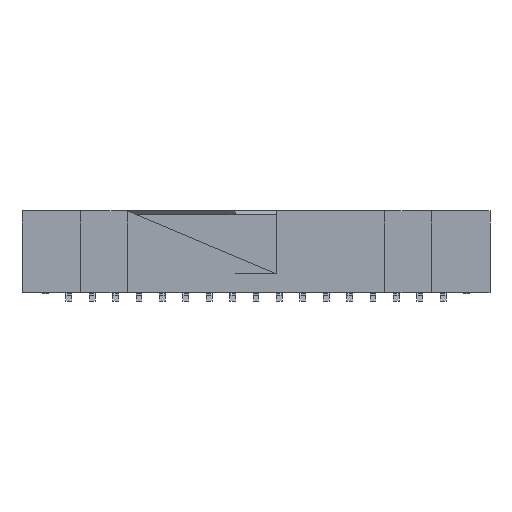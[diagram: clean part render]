
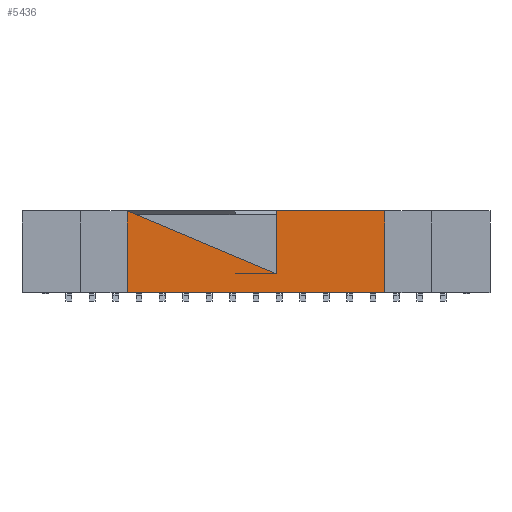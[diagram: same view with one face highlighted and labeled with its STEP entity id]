
A CAD part, left-side view. The second image highlights one B-rep face of the part: STEP entity #5436.
In plain terms, the highlighted planar face has unit normal (-1, 0, 0).
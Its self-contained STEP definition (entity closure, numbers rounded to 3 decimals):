
#5436=ADVANCED_FACE($,(#6163),#11096,.T.);
#6163=FACE_OUTER_BOUND($,#6904,.T.);
#6904=EDGE_LOOP($,(#7897,#7898,#7899,#7900,#7901,#7902));
#7897=ORIENTED_EDGE($,*,*,#9061,.T.);
#7898=ORIENTED_EDGE($,*,*,#9063,.T.);
#7899=ORIENTED_EDGE($,*,*,#9065,.T.);
#7900=ORIENTED_EDGE($,*,*,#9060,.T.);
#7901=ORIENTED_EDGE($,*,*,#9062,.F.);
#7902=ORIENTED_EDGE($,*,*,#9064,.T.);
#9060=EDGE_CURVE($,#10223,#10227,#12650,.T.);
#9061=EDGE_CURVE($,#10224,#10225,#12651,.T.);
#9062=EDGE_CURVE($,#10226,#10227,#12652,.T.);
#9063=EDGE_CURVE($,#10225,#10228,#12653,.T.);
#9064=EDGE_CURVE($,#10226,#10224,#12654,.T.);
#9065=EDGE_CURVE($,#10228,#10223,#12655,.T.);
#10223=VERTEX_POINT($,#30947);
#10224=VERTEX_POINT($,#30948);
#10225=VERTEX_POINT($,#30949);
#10226=VERTEX_POINT($,#30950);
#10227=VERTEX_POINT($,#30951);
#10228=VERTEX_POINT($,#30952);
#11096=PLANE($,#25280);
#12650=B_SPLINE_CURVE_WITH_KNOTS($,1,(#30928,#30929,#30930,#30931),.UNSPECIFIED.,
.F.,.F.,(2,1,1,2),(0.,1.,2.,2.648),.UNSPECIFIED.);
#12651=B_SPLINE_CURVE_WITH_KNOTS($,3,(#30932,#30933,#30934,#30935),.UNSPECIFIED.,
.F.,.F.,(4,4),(-8.9,0.),.UNSPECIFIED.);
#12652=B_SPLINE_CURVE_WITH_KNOTS($,3,(#30936,#30937,#30938,#30939),.UNSPECIFIED.,
.F.,.F.,(4,4),(-8.9,0.),.UNSPECIFIED.);
#12653=B_SPLINE_CURVE_WITH_KNOTS($,1,(#30940,#30941),.UNSPECIFIED.,.F.,.F.,
(2,2),(6.352,7.),.UNSPECIFIED.);
#12654=B_SPLINE_CURVE_WITH_KNOTS($,1,(#30942,#30943),.UNSPECIFIED.,.F.,.F.,
(2,2),(4.156,4.844),.UNSPECIFIED.);
#12655=B_SPLINE_CURVE_WITH_KNOTS($,1,(#30944,#30945),.UNSPECIFIED.,.F.,.F.,
(2,2),(7.,8.),.UNSPECIFIED.);
#25280=AXIS2_PLACEMENT_3D($,#30946,#25936,$);
#25936=DIRECTION($,(-1.,0.,0.));
#30928=CARTESIAN_POINT($,(-4.5,-2.275,2.05));
#30929=CARTESIAN_POINT($,(-4.5,2.275,2.05));
#30930=CARTESIAN_POINT($,(-4.5,2.275,8.9));
#30931=CARTESIAN_POINT($,(-4.5,13.97,8.9));
#30932=CARTESIAN_POINT($,(-4.5,-13.97,0.));
#30933=CARTESIAN_POINT($,(-4.5,-13.97,2.967));
#30934=CARTESIAN_POINT($,(-4.5,-13.97,5.933));
#30935=CARTESIAN_POINT($,(-4.5,-13.97,8.9));
#30936=CARTESIAN_POINT($,(-4.5,13.97,0.));
#30937=CARTESIAN_POINT($,(-4.5,13.97,2.967));
#30938=CARTESIAN_POINT($,(-4.5,13.97,5.933));
#30939=CARTESIAN_POINT($,(-4.5,13.97,8.9));
#30940=CARTESIAN_POINT($,(-4.5,-13.97,8.9));
#30941=CARTESIAN_POINT($,(-4.5,-2.275,8.9));
#30942=CARTESIAN_POINT($,(-4.5,13.97,0.));
#30943=CARTESIAN_POINT($,(-4.5,-13.97,0.));
#30944=CARTESIAN_POINT($,(-4.5,-2.275,8.9));
#30945=CARTESIAN_POINT($,(-4.5,-2.275,2.05));
#30946=CARTESIAN_POINT($,(-4.5,13.97,0.));
#30947=CARTESIAN_POINT($,(-4.5,-2.275,2.05));
#30948=CARTESIAN_POINT($,(-4.5,-13.97,0.));
#30949=CARTESIAN_POINT($,(-4.5,-13.97,8.9));
#30950=CARTESIAN_POINT($,(-4.5,13.97,0.));
#30951=CARTESIAN_POINT($,(-4.5,13.97,8.9));
#30952=CARTESIAN_POINT($,(-4.5,-2.275,8.9));
